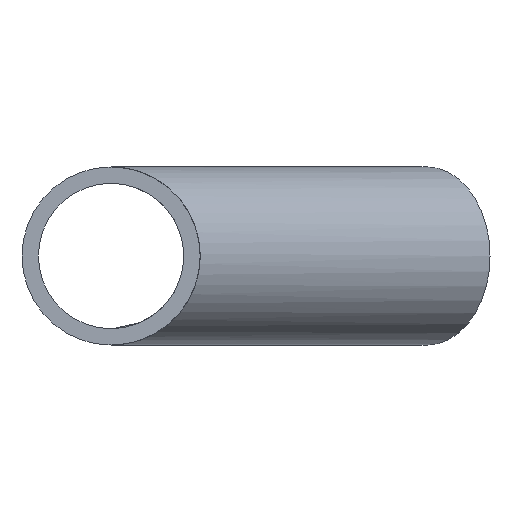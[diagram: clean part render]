
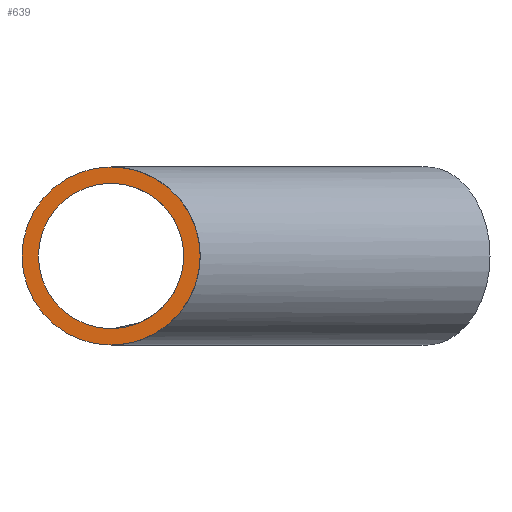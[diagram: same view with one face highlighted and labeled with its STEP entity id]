
A CAD part, front view. The second image highlights one B-rep face of the part: STEP entity #639.
In plain terms, the highlighted planar face has unit normal (0, -1, 0).
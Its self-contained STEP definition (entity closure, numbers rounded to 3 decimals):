
#273=CARTESIAN_POINT('',(-25.7,-86.,0.));
#274=VERTEX_POINT('',#273);
#281=CARTESIAN_POINT('',(0.,-86.,0.));
#282=DIRECTION('',(0.,1.,0.));
#283=DIRECTION('',(1.,0.,0.));
#284=AXIS2_PLACEMENT_3D('',#281,#282,#283);
#285=CIRCLE('',#284,25.7);
#286=EDGE_CURVE('',#274,#274,#285,.T.);
#577=CARTESIAN_POINT('',(-31.5,-86.,0.));
#578=VERTEX_POINT('',#577);
#585=CARTESIAN_POINT('',(31.5,-86.,0.));
#586=VERTEX_POINT('',#585);
#587=CARTESIAN_POINT('',(0.,-86.,0.));
#588=DIRECTION('',(0.,1.,0.));
#589=DIRECTION('',(1.,0.,0.));
#590=AXIS2_PLACEMENT_3D('',#587,#588,#589);
#591=CIRCLE('',#590,31.5);
#592=EDGE_CURVE('',#578,#586,#591,.T.);
#594=EDGE_CURVE('',#586,#578,#591,.T.);
#627=ORIENTED_EDGE('',*,*,#594,.F.);
#628=ORIENTED_EDGE('',*,*,#592,.F.);
#629=EDGE_LOOP('',(#627,#628));
#630=FACE_OUTER_BOUND('',#629,.T.);
#631=ORIENTED_EDGE('',*,*,#286,.T.);
#632=EDGE_LOOP('',(#631));
#633=FACE_BOUND('',#632,.T.);
#634=CARTESIAN_POINT('',(0.,-86.,0.));
#635=DIRECTION('',(0.,1.,0.));
#636=DIRECTION('',(0.,0.,1.));
#637=AXIS2_PLACEMENT_3D('',#634,#635,#636);
#638=PLANE('',#637);
#639=ADVANCED_FACE('',(#630,#633),#638,.F.);
